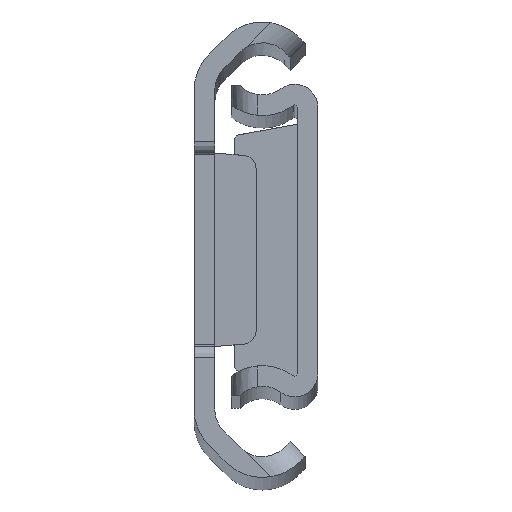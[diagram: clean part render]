
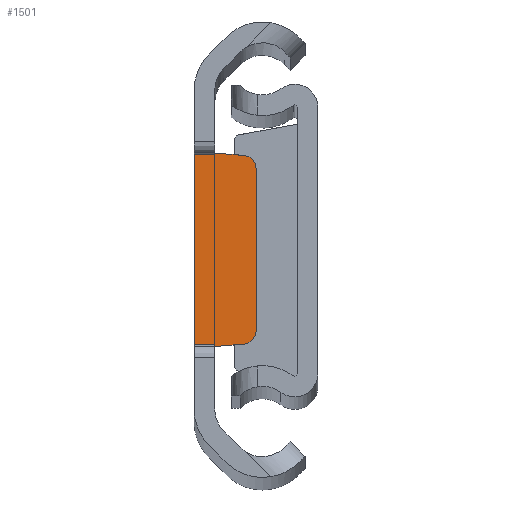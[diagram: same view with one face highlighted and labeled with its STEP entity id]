
A CAD part, top view. The second image highlights one B-rep face of the part: STEP entity #1501.
In plain terms, the highlighted planar face has unit normal (0, 0, 1).
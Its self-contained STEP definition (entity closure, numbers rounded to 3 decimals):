
#4 = EDGE_CURVE ( 'NONE', #1496, #4839, #4577, .T. ) ;
#49 = EDGE_CURVE ( 'NONE', #4462, #564, #4238, .T. ) ;
#110 = AXIS2_PLACEMENT_3D ( 'NONE', #3130, #4760, #1279 ) ;
#124 = EDGE_CURVE ( 'NONE', #3850, #3265, #2421, .T. ) ;
#320 = CARTESIAN_POINT ( 'NONE',  ( 8.601, -7.5, -2.2 ) ) ;
#411 = CARTESIAN_POINT ( 'NONE',  ( 0., -7.5, -2.2 ) ) ;
#415 = ORIENTED_EDGE ( 'NONE', *, *, #3836, .F. ) ;
#441 = VECTOR ( 'NONE', #4469, 1000. ) ;
#499 = PLANE ( 'NONE',  #110 ) ;
#523 = DIRECTION ( 'NONE',  ( -1., 0., 0. ) ) ;
#564 = VERTEX_POINT ( 'NONE', #411 ) ;
#614 = CARTESIAN_POINT ( 'NONE',  ( 3.8, 6.311, -2.2 ) ) ;
#621 = CARTESIAN_POINT ( 'NONE',  ( 4.8, 6.311, -2.2 ) ) ;
#680 = ORIENTED_EDGE ( 'NONE', *, *, #4602, .T. ) ;
#898 = DIRECTION ( 'NONE',  ( 0., 0., 1. ) ) ;
#944 = LINE ( 'NONE', #1762, #4323 ) ;
#967 = CARTESIAN_POINT ( 'NONE',  ( 4.8, -7.23, -2.2 ) ) ;
#1151 = EDGE_LOOP ( 'NONE', ( #2602, #680, #2276, #4003, #2167, #3708, #415, #2097 ) ) ;
#1229 = EDGE_CURVE ( 'NONE', #4839, #3010, #4231, .T. ) ;
#1279 = DIRECTION ( 'NONE',  ( 0., -1., 0. ) ) ;
#1319 = VECTOR ( 'NONE', #523, 1000. ) ;
#1496 = VERTEX_POINT ( 'NONE', #2751 ) ;
#1501 = ADVANCED_FACE ( 'NONE', ( #2013 ), #499, .T. ) ;
#1515 = VECTOR ( 'NONE', #1945, 1000. ) ;
#1619 = EDGE_CURVE ( 'NONE', #3010, #3850, #944, .T. ) ;
#1762 = CARTESIAN_POINT ( 'NONE',  ( 1.6, 7.5, -2.2 ) ) ;
#1836 = DIRECTION ( 'NONE',  ( 0., -1., 0. ) ) ;
#1869 = CARTESIAN_POINT ( 'NONE',  ( 0., 7.5, -2.2 ) ) ;
#1887 = CARTESIAN_POINT ( 'NONE',  ( 3.884, 7.307, -2.2 ) ) ;
#1942 = EDGE_CURVE ( 'NONE', #4462, #4363, #3641, .T. ) ;
#1945 = DIRECTION ( 'NONE',  ( 0., 1., 0. ) ) ;
#2013 = FACE_OUTER_BOUND ( 'NONE', #1151, .T. ) ;
#2079 = AXIS2_PLACEMENT_3D ( 'NONE', #3048, #4262, #1836 ) ;
#2097 = ORIENTED_EDGE ( 'NONE', *, *, #49, .F. ) ;
#2167 = ORIENTED_EDGE ( 'NONE', *, *, #1619, .T. ) ;
#2276 = ORIENTED_EDGE ( 'NONE', *, *, #4, .T. ) ;
#2345 = CARTESIAN_POINT ( 'NONE',  ( 8.601, 7.5, -2.2 ) ) ;
#2421 = LINE ( 'NONE', #2345, #1319 ) ;
#2498 = DIRECTION ( 'NONE',  ( -0.996, 0.084, 0. ) ) ;
#2499 = CARTESIAN_POINT ( 'NONE',  ( 1.6, -7.5, -2.2 ) ) ;
#2602 = ORIENTED_EDGE ( 'NONE', *, *, #1942, .T. ) ;
#2751 = CARTESIAN_POINT ( 'NONE',  ( 4.8, -6.311, -2.2 ) ) ;
#2866 = VECTOR ( 'NONE', #4940, 1000. ) ;
#3010 = VERTEX_POINT ( 'NONE', #1887 ) ;
#3048 = CARTESIAN_POINT ( 'NONE',  ( 3.8, -6.311, -2.2 ) ) ;
#3130 = CARTESIAN_POINT ( 'NONE',  ( 8.601, 7.5, -2.2 ) ) ;
#3163 = CARTESIAN_POINT ( 'NONE',  ( 1.6, 7.5, -2.2 ) ) ;
#3190 = VECTOR ( 'NONE', #3410, 1000. ) ;
#3265 = VERTEX_POINT ( 'NONE', #4092 ) ;
#3273 = AXIS2_PLACEMENT_3D ( 'NONE', #614, #898, #4078 ) ;
#3410 = DIRECTION ( 'NONE',  ( -1., 0., 0. ) ) ;
#3463 = CIRCLE ( 'NONE', #2079, 1. ) ;
#3488 = CARTESIAN_POINT ( 'NONE',  ( 4.8, 7.23, -2.2 ) ) ;
#3641 = LINE ( 'NONE', #967, #441 ) ;
#3708 = ORIENTED_EDGE ( 'NONE', *, *, #124, .T. ) ;
#3836 = EDGE_CURVE ( 'NONE', #564, #3265, #4276, .T. ) ;
#3850 = VERTEX_POINT ( 'NONE', #3163 ) ;
#4003 = ORIENTED_EDGE ( 'NONE', *, *, #1229, .T. ) ;
#4078 = DIRECTION ( 'NONE',  ( 0., -1., 0. ) ) ;
#4092 = CARTESIAN_POINT ( 'NONE',  ( 0., 7.5, -2.2 ) ) ;
#4231 = CIRCLE ( 'NONE', #3273, 1. ) ;
#4238 = LINE ( 'NONE', #320, #3190 ) ;
#4262 = DIRECTION ( 'NONE',  ( 0., 0., 1. ) ) ;
#4276 = LINE ( 'NONE', #1869, #1515 ) ;
#4323 = VECTOR ( 'NONE', #2498, 1000. ) ;
#4363 = VERTEX_POINT ( 'NONE', #4687 ) ;
#4462 = VERTEX_POINT ( 'NONE', #2499 ) ;
#4469 = DIRECTION ( 'NONE',  ( 0.996, 0.084, 0. ) ) ;
#4577 = LINE ( 'NONE', #3488, #2866 ) ;
#4602 = EDGE_CURVE ( 'NONE', #4363, #1496, #3463, .T. ) ;
#4687 = CARTESIAN_POINT ( 'NONE',  ( 3.884, -7.307, -2.2 ) ) ;
#4760 = DIRECTION ( 'NONE',  ( 0., 0., 1. ) ) ;
#4839 = VERTEX_POINT ( 'NONE', #621 ) ;
#4940 = DIRECTION ( 'NONE',  ( 0., 1., 0. ) ) ;
